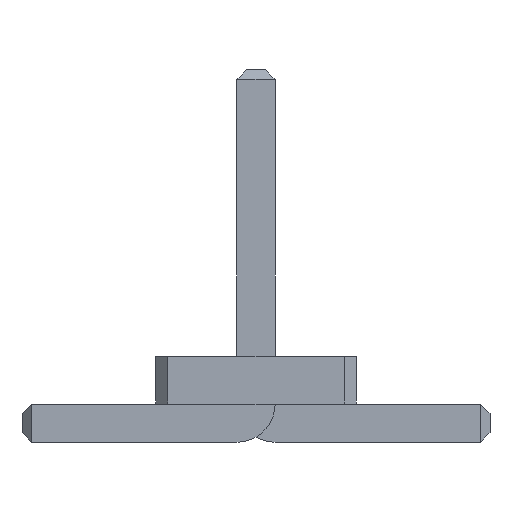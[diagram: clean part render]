
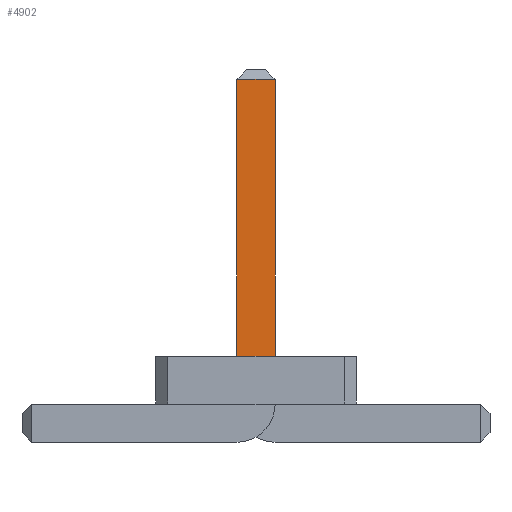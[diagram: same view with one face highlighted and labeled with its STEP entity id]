
A CAD part, front view. The second image highlights one B-rep face of the part: STEP entity #4902.
In plain terms, the highlighted planar face has unit normal (0, -1, 0).
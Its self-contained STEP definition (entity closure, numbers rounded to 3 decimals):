
#1868 = VERTEX_POINT('',#1869);
#1869 = CARTESIAN_POINT('',(-0.2,-5.915,0.9));
#1875 = EDGE_CURVE('',#1868,#1876,#1878,.T.);
#1876 = VERTEX_POINT('',#1877);
#1877 = CARTESIAN_POINT('',(0.2,-5.915,0.9));
#1878 = LINE('',#1879,#1880);
#1879 = CARTESIAN_POINT('',(-0.362,-5.915,0.9));
#1880 = VECTOR('',#1881,1.);
#1881 = DIRECTION('',(1.,0.,0.));
#4836 = VERTEX_POINT('',#4837);
#4837 = CARTESIAN_POINT('',(-0.2,-5.915,3.8));
#4843 = EDGE_CURVE('',#4836,#1868,#4844,.T.);
#4844 = LINE('',#4845,#4846);
#4845 = CARTESIAN_POINT('',(-0.2,-5.915,3.9));
#4846 = VECTOR('',#4847,1.);
#4847 = DIRECTION('',(0.,0.,-1.));
#4884 = EDGE_CURVE('',#1876,#4885,#4887,.T.);
#4885 = VERTEX_POINT('',#4886);
#4886 = CARTESIAN_POINT('',(0.2,-5.915,3.8));
#4887 = LINE('',#4888,#4889);
#4888 = CARTESIAN_POINT('',(0.2,-5.915,0.));
#4889 = VECTOR('',#4890,1.);
#4890 = DIRECTION('',(0.,0.,1.));
#4902 = ADVANCED_FACE('',(#4903),#4914,.F.);
#4903 = FACE_BOUND('',#4904,.F.);
#4904 = EDGE_LOOP('',(#4905,#4906,#4907,#4908));
#4905 = ORIENTED_EDGE('',*,*,#4884,.F.);
#4906 = ORIENTED_EDGE('',*,*,#1875,.F.);
#4907 = ORIENTED_EDGE('',*,*,#4843,.F.);
#4908 = ORIENTED_EDGE('',*,*,#4909,.F.);
#4909 = EDGE_CURVE('',#4885,#4836,#4910,.T.);
#4910 = LINE('',#4911,#4912);
#4911 = CARTESIAN_POINT('',(0.2,-5.915,3.8));
#4912 = VECTOR('',#4913,1.);
#4913 = DIRECTION('',(-1.,0.,0.));
#4914 = PLANE('',#4915);
#4915 = AXIS2_PLACEMENT_3D('',#4916,#4917,#4918);
#4916 = CARTESIAN_POINT('',(0.2,-5.915,3.9));
#4917 = DIRECTION('',(0.,1.,0.));
#4918 = DIRECTION('',(0.,0.,1.));
